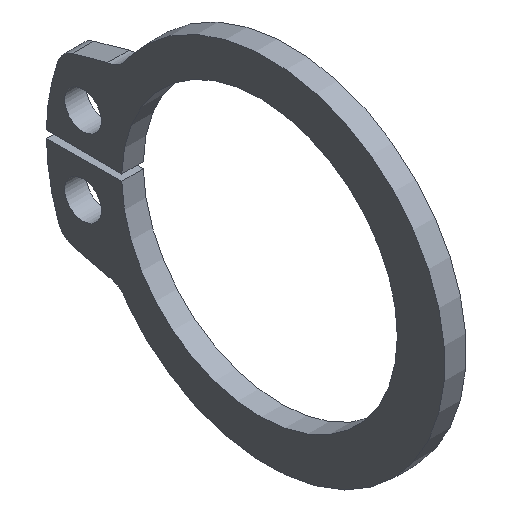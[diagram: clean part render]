
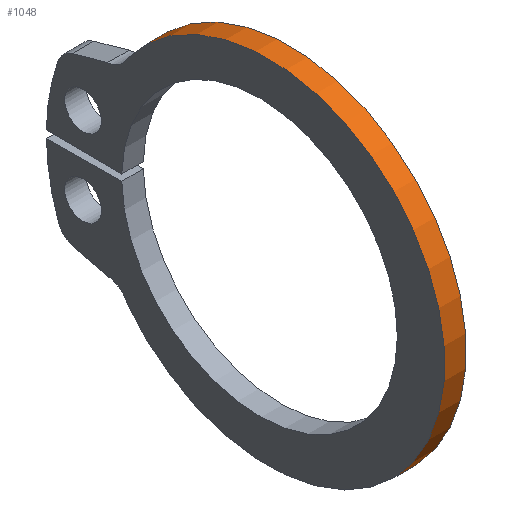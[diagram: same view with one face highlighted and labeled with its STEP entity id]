
A CAD part, isometric view. The second image highlights one B-rep face of the part: STEP entity #1048.
In plain terms, the highlighted cylindrical face has radius 8.2 mm (diameter 16.4 mm), a partial arc.
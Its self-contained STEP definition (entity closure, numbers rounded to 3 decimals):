
#45 = PLANE('',#46);
#46 = AXIS2_PLACEMENT_3D('',#47,#48,#49);
#47 = CARTESIAN_POINT('',(0.5,6.398,0.145));
#48 = DIRECTION('',(-1.,0.,0.));
#49 = DIRECTION('',(0.,0.,-1.));
#106 = PLANE('',#107);
#107 = AXIS2_PLACEMENT_3D('',#108,#109,#110);
#108 = CARTESIAN_POINT('',(1.5,6.398,0.145));
#109 = DIRECTION('',(-1.,0.,0.));
#110 = DIRECTION('',(0.,0.,-1.));
#205 = VERTEX_POINT('',#206);
#206 = CARTESIAN_POINT('',(0.5,6.2,-4.866));
#225 = CYLINDRICAL_SURFACE('',#226,1.);
#226 = AXIS2_PLACEMENT_3D('',#227,#228,#229);
#227 = CARTESIAN_POINT('',(0.5,7.104,-5.295));
#228 = DIRECTION('',(-1.,0.,0.));
#229 = DIRECTION('',(0.,1.,0.));
#237 = EDGE_CURVE('',#238,#205,#240,.T.);
#238 = VERTEX_POINT('',#239);
#239 = CARTESIAN_POINT('',(0.5,6.2,4.866));
#240 = SURFACE_CURVE('',#241,(#246,#257),.PCURVE_S1.);
#241 = CIRCLE('',#242,8.2);
#242 = AXIS2_PLACEMENT_3D('',#243,#244,#245);
#243 = CARTESIAN_POINT('',(0.5,-0.4,0.));
#244 = DIRECTION('',(1.,0.,0.));
#245 = DIRECTION('',(0.,1.,0.));
#246 = PCURVE('',#45,#247);
#247 = DEFINITIONAL_REPRESENTATION('',(#248),#256);
#248 = ( BOUNDED_CURVE() B_SPLINE_CURVE(2,(#249,#250,#251,#252,#253,#254
,#255),.UNSPECIFIED.,.F.,.F.) B_SPLINE_CURVE_WITH_KNOTS((1,2,2,2,2,1),(
    -2.094,0.,2.094,4.189,6.283,
8.378),.UNSPECIFIED.) CURVE() GEOMETRIC_REPRESENTATION_ITEM() 
RATIONAL_B_SPLINE_CURVE((1.,0.5,1.,0.5,1.,0.5,1.)) REPRESENTATION_ITEM(
  '') );
#249 = CARTESIAN_POINT('',(0.145,-1.402));
#250 = CARTESIAN_POINT('',(-14.058,-1.402));
#251 = CARTESIAN_POINT('',(-6.957,10.898));
#252 = CARTESIAN_POINT('',(0.145,23.198));
#253 = CARTESIAN_POINT('',(7.246,10.898));
#254 = CARTESIAN_POINT('',(14.348,-1.402));
#255 = CARTESIAN_POINT('',(0.145,-1.402));
#256 = ( GEOMETRIC_REPRESENTATION_CONTEXT(2) 
PARAMETRIC_REPRESENTATION_CONTEXT() REPRESENTATION_CONTEXT('2D SPACE',''
  ) );
#257 = PCURVE('',#258,#263);
#258 = CYLINDRICAL_SURFACE('',#259,8.2);
#259 = AXIS2_PLACEMENT_3D('',#260,#261,#262);
#260 = CARTESIAN_POINT('',(0.5,-0.4,0.));
#261 = DIRECTION('',(-1.,0.,0.));
#262 = DIRECTION('',(0.,1.,0.));
#263 = DEFINITIONAL_REPRESENTATION('',(#264),#268);
#264 = LINE('',#265,#266);
#265 = CARTESIAN_POINT('',(-0.,0.));
#266 = VECTOR('',#267,1.);
#267 = DIRECTION('',(-1.,0.));
#268 = ( GEOMETRIC_REPRESENTATION_CONTEXT(2) 
PARAMETRIC_REPRESENTATION_CONTEXT() REPRESENTATION_CONTEXT('2D SPACE',''
  ) );
#291 = CYLINDRICAL_SURFACE('',#292,1.);
#292 = AXIS2_PLACEMENT_3D('',#293,#294,#295);
#293 = CARTESIAN_POINT('',(0.5,7.102,5.299));
#294 = DIRECTION('',(-1.,0.,0.));
#295 = DIRECTION('',(0.,1.,0.));
#673 = VERTEX_POINT('',#674);
#674 = CARTESIAN_POINT('',(1.5,6.2,-4.866));
#700 = EDGE_CURVE('',#701,#673,#703,.T.);
#701 = VERTEX_POINT('',#702);
#702 = CARTESIAN_POINT('',(1.5,6.2,4.866));
#703 = SURFACE_CURVE('',#704,(#709,#720),.PCURVE_S1.);
#704 = CIRCLE('',#705,8.2);
#705 = AXIS2_PLACEMENT_3D('',#706,#707,#708);
#706 = CARTESIAN_POINT('',(1.5,-0.4,0.));
#707 = DIRECTION('',(1.,0.,0.));
#708 = DIRECTION('',(0.,1.,0.));
#709 = PCURVE('',#106,#710);
#710 = DEFINITIONAL_REPRESENTATION('',(#711),#719);
#711 = ( BOUNDED_CURVE() B_SPLINE_CURVE(2,(#712,#713,#714,#715,#716,#717
,#718),.UNSPECIFIED.,.F.,.F.) B_SPLINE_CURVE_WITH_KNOTS((1,2,2,2,2,1),(
    -2.094,0.,2.094,4.189,6.283,
8.378),.UNSPECIFIED.) CURVE() GEOMETRIC_REPRESENTATION_ITEM() 
RATIONAL_B_SPLINE_CURVE((1.,0.5,1.,0.5,1.,0.5,1.)) REPRESENTATION_ITEM(
  '') );
#712 = CARTESIAN_POINT('',(0.145,-1.402));
#713 = CARTESIAN_POINT('',(-14.058,-1.402));
#714 = CARTESIAN_POINT('',(-6.957,10.898));
#715 = CARTESIAN_POINT('',(0.145,23.198));
#716 = CARTESIAN_POINT('',(7.246,10.898));
#717 = CARTESIAN_POINT('',(14.348,-1.402));
#718 = CARTESIAN_POINT('',(0.145,-1.402));
#719 = ( GEOMETRIC_REPRESENTATION_CONTEXT(2) 
PARAMETRIC_REPRESENTATION_CONTEXT() REPRESENTATION_CONTEXT('2D SPACE',''
  ) );
#720 = PCURVE('',#258,#721);
#721 = DEFINITIONAL_REPRESENTATION('',(#722),#726);
#722 = LINE('',#723,#724);
#723 = CARTESIAN_POINT('',(-0.,-1.));
#724 = VECTOR('',#725,1.);
#725 = DIRECTION('',(-1.,0.));
#726 = ( GEOMETRIC_REPRESENTATION_CONTEXT(2) 
PARAMETRIC_REPRESENTATION_CONTEXT() REPRESENTATION_CONTEXT('2D SPACE',''
  ) );
#1000 = EDGE_CURVE('',#205,#673,#1001,.T.);
#1001 = SURFACE_CURVE('',#1002,(#1006,#1013),.PCURVE_S1.);
#1002 = LINE('',#1003,#1004);
#1003 = CARTESIAN_POINT('',(0.5,6.2,-4.866));
#1004 = VECTOR('',#1005,1.);
#1005 = DIRECTION('',(1.,0.,0.));
#1006 = PCURVE('',#225,#1007);
#1007 = DEFINITIONAL_REPRESENTATION('',(#1008),#1012);
#1008 = LINE('',#1009,#1010);
#1009 = CARTESIAN_POINT('',(-2.699,0.));
#1010 = VECTOR('',#1011,1.);
#1011 = DIRECTION('',(-0.,-1.));
#1012 = ( GEOMETRIC_REPRESENTATION_CONTEXT(2) 
PARAMETRIC_REPRESENTATION_CONTEXT() REPRESENTATION_CONTEXT('2D SPACE',''
  ) );
#1013 = PCURVE('',#258,#1014);
#1014 = DEFINITIONAL_REPRESENTATION('',(#1015),#1019);
#1015 = LINE('',#1016,#1017);
#1016 = CARTESIAN_POINT('',(-5.648,0.));
#1017 = VECTOR('',#1018,1.);
#1018 = DIRECTION('',(-0.,-1.));
#1019 = ( GEOMETRIC_REPRESENTATION_CONTEXT(2) 
PARAMETRIC_REPRESENTATION_CONTEXT() REPRESENTATION_CONTEXT('2D SPACE',''
  ) );
#1048 = ADVANCED_FACE('',(#1049),#258,.T.);
#1049 = FACE_BOUND('',#1050,.F.);
#1050 = EDGE_LOOP('',(#1051,#1072,#1073,#1074));
#1051 = ORIENTED_EDGE('',*,*,#1052,.T.);
#1052 = EDGE_CURVE('',#238,#701,#1053,.T.);
#1053 = SURFACE_CURVE('',#1054,(#1058,#1065),.PCURVE_S1.);
#1054 = LINE('',#1055,#1056);
#1055 = CARTESIAN_POINT('',(0.5,6.2,4.866));
#1056 = VECTOR('',#1057,1.);
#1057 = DIRECTION('',(1.,0.,0.));
#1058 = PCURVE('',#258,#1059);
#1059 = DEFINITIONAL_REPRESENTATION('',(#1060),#1064);
#1060 = LINE('',#1061,#1062);
#1061 = CARTESIAN_POINT('',(-0.635,0.));
#1062 = VECTOR('',#1063,1.);
#1063 = DIRECTION('',(-0.,-1.));
#1064 = ( GEOMETRIC_REPRESENTATION_CONTEXT(2) 
PARAMETRIC_REPRESENTATION_CONTEXT() REPRESENTATION_CONTEXT('2D SPACE',''
  ) );
#1065 = PCURVE('',#291,#1066);
#1066 = DEFINITIONAL_REPRESENTATION('',(#1067),#1071);
#1067 = LINE('',#1068,#1069);
#1068 = CARTESIAN_POINT('',(-3.589,0.));
#1069 = VECTOR('',#1070,1.);
#1070 = DIRECTION('',(-0.,-1.));
#1071 = ( GEOMETRIC_REPRESENTATION_CONTEXT(2) 
PARAMETRIC_REPRESENTATION_CONTEXT() REPRESENTATION_CONTEXT('2D SPACE',''
  ) );
#1072 = ORIENTED_EDGE('',*,*,#700,.T.);
#1073 = ORIENTED_EDGE('',*,*,#1000,.F.);
#1074 = ORIENTED_EDGE('',*,*,#237,.F.);
